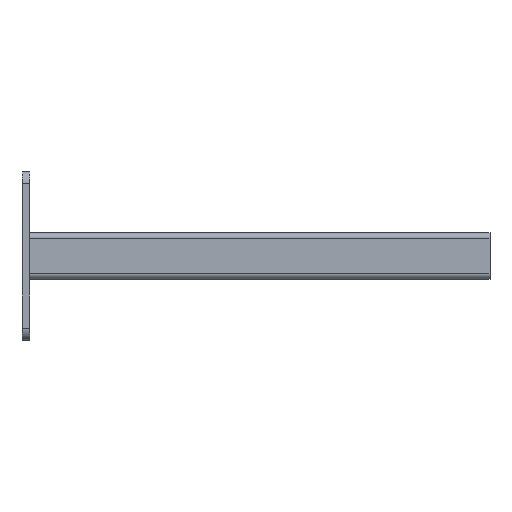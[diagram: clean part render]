
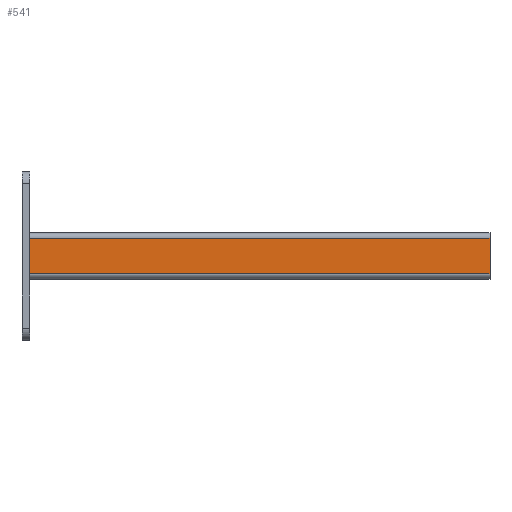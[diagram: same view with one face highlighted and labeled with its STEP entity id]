
A CAD part, top view. The second image highlights one B-rep face of the part: STEP entity #541.
In plain terms, the highlighted planar face has unit normal (0, 0, 1).
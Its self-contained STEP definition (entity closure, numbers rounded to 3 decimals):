
#102 = CARTESIAN_POINT ( 'NONE',  ( 0., 0., 15. ) ) ;
#127 = AXIS2_PLACEMENT_3D ( 'NONE', #2627, #2613, #2323 ) ;
#231 = ORIENTED_EDGE ( 'NONE', *, *, #1344, .F. ) ;
#257 = VERTEX_POINT ( 'NONE', #1935 ) ;
#314 = VERTEX_POINT ( 'NONE', #363 ) ;
#322 = LINE ( 'NONE', #2979, #2286 ) ;
#363 = CARTESIAN_POINT ( 'NONE',  ( 0., -11.5, 15. ) ) ;
#368 = CARTESIAN_POINT ( 'NONE',  ( 300., 0., 15. ) ) ;
#465 = VERTEX_POINT ( 'NONE', #1837 ) ;
#541 = ADVANCED_FACE ( 'NONE', ( #2335 ), #665, .F. ) ;
#602 = DIRECTION ( 'NONE',  ( 0., -1., 0. ) ) ;
#665 = PLANE ( 'NONE',  #127 ) ;
#678 = EDGE_CURVE ( 'NONE', #257, #1200, #1239, .T. ) ;
#840 = DIRECTION ( 'NONE',  ( -1., 0., 0. ) ) ;
#954 = ORIENTED_EDGE ( 'NONE', *, *, #1423, .T. ) ;
#1200 = VERTEX_POINT ( 'NONE', #1815 ) ;
#1239 = LINE ( 'NONE', #1742, #2635 ) ;
#1344 = EDGE_CURVE ( 'NONE', #465, #314, #322, .T. ) ;
#1383 = VECTOR ( 'NONE', #1839, 1000. ) ;
#1406 = ORIENTED_EDGE ( 'NONE', *, *, #678, .T. ) ;
#1423 = EDGE_CURVE ( 'NONE', #1200, #314, #2274, .T. ) ;
#1650 = EDGE_CURVE ( 'NONE', #257, #465, #2521, .T. ) ;
#1742 = CARTESIAN_POINT ( 'NONE',  ( 300., 11.5, 15. ) ) ;
#1815 = CARTESIAN_POINT ( 'NONE',  ( 0., 11.5, 15. ) ) ;
#1837 = CARTESIAN_POINT ( 'NONE',  ( 300., -11.5, 15. ) ) ;
#1839 = DIRECTION ( 'NONE',  ( 0., -1., 0. ) ) ;
#1935 = CARTESIAN_POINT ( 'NONE',  ( 300., 11.5, 15. ) ) ;
#2015 = EDGE_LOOP ( 'NONE', ( #954, #231, #2221, #1406 ) ) ;
#2221 = ORIENTED_EDGE ( 'NONE', *, *, #1650, .F. ) ;
#2274 = LINE ( 'NONE', #102, #2465 ) ;
#2286 = VECTOR ( 'NONE', #840, 1000. ) ;
#2323 = DIRECTION ( 'NONE',  ( -1., 0., 0. ) ) ;
#2335 = FACE_OUTER_BOUND ( 'NONE', #2015, .T. ) ;
#2465 = VECTOR ( 'NONE', #602, 1000. ) ;
#2521 = LINE ( 'NONE', #368, #1383 ) ;
#2613 = DIRECTION ( 'NONE',  ( 0., 0., -1. ) ) ;
#2627 = CARTESIAN_POINT ( 'NONE',  ( 300., 0., 15. ) ) ;
#2635 = VECTOR ( 'NONE', #2699, 1000. ) ;
#2699 = DIRECTION ( 'NONE',  ( -1., 0., 0. ) ) ;
#2979 = CARTESIAN_POINT ( 'NONE',  ( 300., -11.5, 15. ) ) ;
